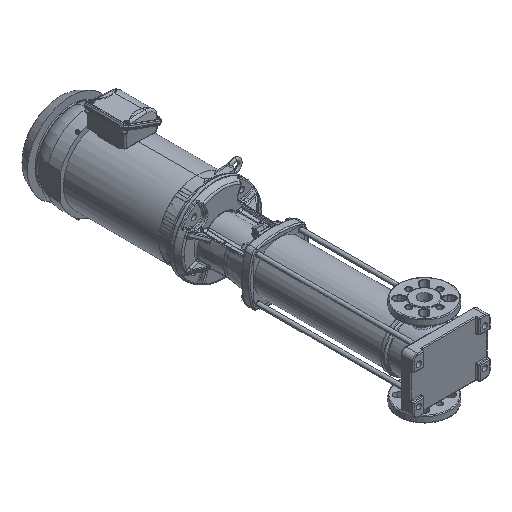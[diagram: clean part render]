
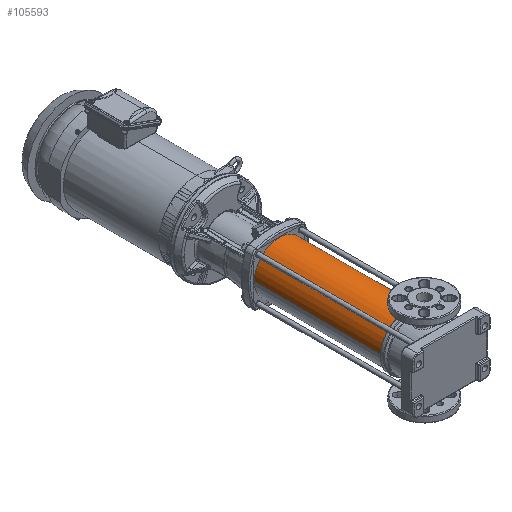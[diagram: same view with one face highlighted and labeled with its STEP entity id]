
A CAD part, isometric view. The second image highlights one B-rep face of the part: STEP entity #105593.
In plain terms, the highlighted cylindrical face has radius 68.75 mm (diameter 137.5 mm), a partial arc.
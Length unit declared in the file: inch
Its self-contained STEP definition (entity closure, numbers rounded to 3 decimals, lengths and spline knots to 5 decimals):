
#141 = ORIENTED_EDGE ( 'NONE', *, *, #170960, .T. ) ;
#336 = EDGE_CURVE ( 'NONE', #111454, #50329, #149917, .T. ) ;
#2393 = DIRECTION ( 'NONE',  ( 0., 0., 1. ) ) ;
#33489 = EDGE_CURVE ( 'NONE', #167821, #76313, #110110, .T. ) ;
#33890 = CIRCLE ( 'NONE', #136820, 2.70669 ) ;
#35527 = DIRECTION ( 'NONE',  ( 0., 0., -1. ) ) ;
#37235 = ORIENTED_EDGE ( 'NONE', *, *, #159986, .T. ) ;
#42414 = AXIS2_PLACEMENT_3D ( 'NONE', #64763, #177056, #77675 ) ;
#44755 = DIRECTION ( 'NONE',  ( 0., 1., 0. ) ) ;
#50329 = VERTEX_POINT ( 'NONE', #173590 ) ;
#50918 = FACE_OUTER_BOUND ( 'NONE', #141604, .T. ) ;
#51373 = DIRECTION ( 'NONE',  ( 0., 1., 0. ) ) ;
#58671 = VECTOR ( 'NONE', #51373, 39.37008 ) ;
#60617 = CIRCLE ( 'NONE', #69562, 2.70669 ) ;
#64763 = CARTESIAN_POINT ( 'NONE',  ( 0., 1.54331, 0. ) ) ;
#69562 = AXIS2_PLACEMENT_3D ( 'NONE', #113820, #44755, #2393 ) ;
#76313 = VERTEX_POINT ( 'NONE', #99772 ) ;
#77675 = DIRECTION ( 'NONE',  ( 0., 0., 1. ) ) ;
#86340 = CARTESIAN_POINT ( 'NONE',  ( 0., 1.85827, -2.70669 ) ) ;
#92377 = CYLINDRICAL_SURFACE ( 'NONE', #42414, 2.70669 ) ;
#96215 = ORIENTED_EDGE ( 'NONE', *, *, #33489, .F. ) ;
#99772 = CARTESIAN_POINT ( 'NONE',  ( 0., 15.5315, -2.70669 ) ) ;
#105503 = CARTESIAN_POINT ( 'NONE',  ( 0., 15.5315, 0. ) ) ;
#105593 = ADVANCED_FACE ( 'NONE', ( #50918 ), #92377, .T. ) ;
#110110 = LINE ( 'NONE', #153355, #180201 ) ;
#111454 = VERTEX_POINT ( 'NONE', #144566 ) ;
#113820 = CARTESIAN_POINT ( 'NONE',  ( 0., 1.85827, 0. ) ) ;
#124291 = ORIENTED_EDGE ( 'NONE', *, *, #336, .T. ) ;
#125708 = DIRECTION ( 'NONE',  ( 0., 1., 0. ) ) ;
#136820 = AXIS2_PLACEMENT_3D ( 'NONE', #105503, #161659, #35527 ) ;
#141604 = EDGE_LOOP ( 'NONE', ( #96215, #141, #124291, #37235 ) ) ;
#144566 = CARTESIAN_POINT ( 'NONE',  ( 0., 1.85827, 2.70669 ) ) ;
#149917 = LINE ( 'NONE', #150808, #58671 ) ;
#150808 = CARTESIAN_POINT ( 'NONE',  ( 0., 1.54331, 2.70669 ) ) ;
#153355 = CARTESIAN_POINT ( 'NONE',  ( 0., 1.54331, -2.70669 ) ) ;
#159986 = EDGE_CURVE ( 'NONE', #50329, #76313, #33890, .T. ) ;
#161659 = DIRECTION ( 'NONE',  ( 0., -1., 0. ) ) ;
#167821 = VERTEX_POINT ( 'NONE', #86340 ) ;
#170960 = EDGE_CURVE ( 'NONE', #167821, #111454, #60617, .T. ) ;
#173590 = CARTESIAN_POINT ( 'NONE',  ( 0., 15.5315, 2.70669 ) ) ;
#177056 = DIRECTION ( 'NONE',  ( 0., 1., 0. ) ) ;
#180201 = VECTOR ( 'NONE', #125708, 39.37008 ) ;
